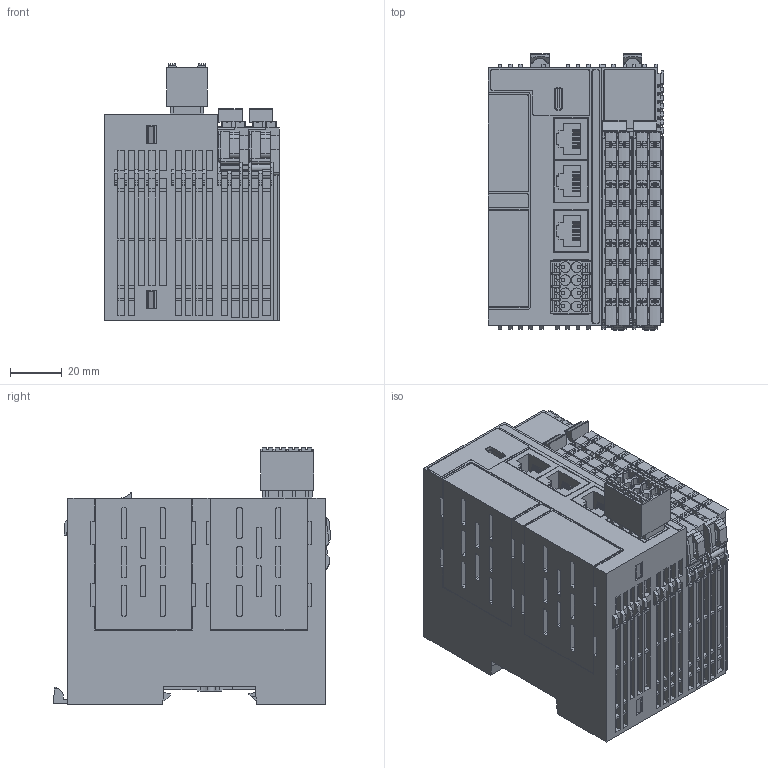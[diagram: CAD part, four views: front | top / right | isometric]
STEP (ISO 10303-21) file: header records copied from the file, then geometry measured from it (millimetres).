
FILE_DESCRIPTION((''),'2;1');
FILE_NAME('SC5','2025-06-16T17:01:48',('Lenovo'),(''),'CREO PARAMETRIC BY PTC INC, 2020033','CREO PARAMETRIC BY PTC INC, 2020033','');
FILE_SCHEMA(('CONFIG_CONTROL_DESIGN'));
Products named in the file (1): SC5
Bounding box: 68 x 107.55 x 99.5 mm (x, y, z)
Volume: 501337.4 mm3; surface area: 87959.5 mm2
Topology: 15 solids, 23 shells, 4896 faces, 13586 edges, 8978 vertices
Faces by surface type: plane 3546, cylinder 1218, cone 72, extrusion 56, bspline 4
Entity records: 157401 total; most frequent: CARTESIAN_POINT 30735, ORIENTED_EDGE 27152, DIRECTION 25106, EDGE_CURVE 13586, VECTOR 10736, LINE 10680, VERTEX_POINT 8978, AXIS2_PLACEMENT_3D 7185
